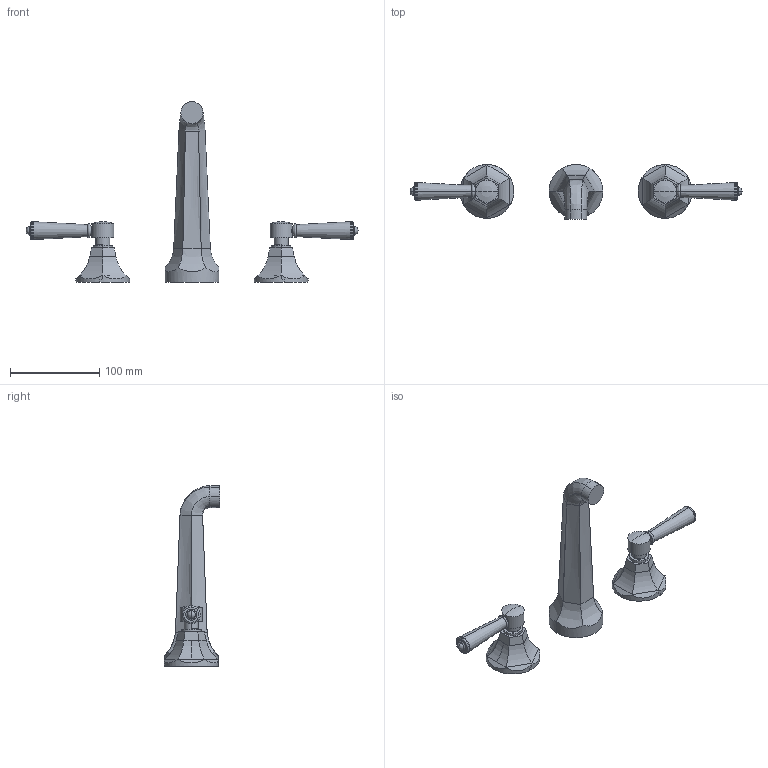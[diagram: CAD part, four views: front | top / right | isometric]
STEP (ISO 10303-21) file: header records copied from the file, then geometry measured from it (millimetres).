
FILE_DESCRIPTION((''),'2;1');
FILE_NAME('3-1201_SW0001','2020-11-25T17:20:24',('rsmith'),(''),'CREO PARAMETRIC BY PTC INC, 2018400','CREO PARAMETRIC BY PTC INC, 2018400','');
FILE_SCHEMA(('AUTOMOTIVE_DESIGN { 1 0 10303 214 1 1 1 1 }'));
Length unit declared in the file: inch
Products named in the file (1): 3-1201_SW0001
Bounding box: 372.36 x 61.92 x 202.82 mm (x, y, z)
Volume: 363463.3 mm3; surface area: 58914.6 mm2
Topology: 3 solids, 3 shells, 144 faces, 322 edges, 188 vertices
Faces by surface type: cylinder 44, plane 40, bspline 24, torus 16, cone 12, sphere 8
Entity records: 9305 total; most frequent: CARTESIAN_POINT 3548, ORIENTED_EDGE 628, DIRECTION 598, PRESENTATION_STYLE_ASSIGNMENT 461, STYLED_ITEM 317, CURVE_STYLE 314, EDGE_CURVE 314, FILL_AREA_STYLE_COLOUR 259
